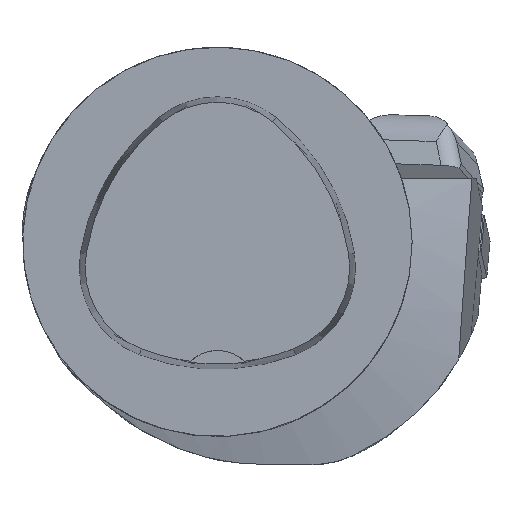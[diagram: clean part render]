
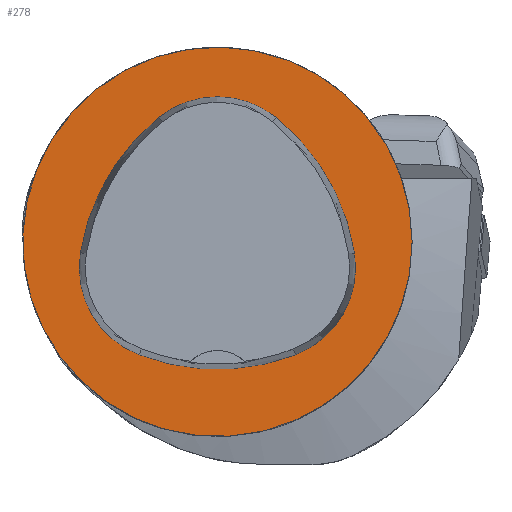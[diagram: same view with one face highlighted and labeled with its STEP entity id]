
A CAD part, top view. The second image highlights one B-rep face of the part: STEP entity #278.
In plain terms, the highlighted planar face has unit normal (0, 0, 1).
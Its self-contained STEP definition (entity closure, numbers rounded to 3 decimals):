
#278=ADVANCED_FACE('',(#677,#678),#352,.T.);
#352=PLANE('',#1869);
#677=FACE_BOUND('',#725,.T.);
#678=FACE_BOUND('',#726,.T.);
#725=EDGE_LOOP('',(#982,#983,#984,#985,#986,#987));
#726=EDGE_LOOP('',(#988));
#982=ORIENTED_EDGE('',*,*,#1551,.F.);
#983=ORIENTED_EDGE('',*,*,#1546,.F.);
#984=ORIENTED_EDGE('',*,*,#1541,.F.);
#985=ORIENTED_EDGE('',*,*,#1538,.F.);
#986=ORIENTED_EDGE('',*,*,#1535,.F.);
#987=ORIENTED_EDGE('',*,*,#1531,.F.);
#988=ORIENTED_EDGE('',*,*,#1505,.T.);
#1328=VERTEX_POINT('',#2700);
#1351=VERTEX_POINT('',#2801);
#1352=VERTEX_POINT('',#2802);
#1355=VERTEX_POINT('',#2810);
#1357=VERTEX_POINT('',#2816);
#1359=VERTEX_POINT('',#2822);
#1363=VERTEX_POINT('',#2835);
#1505=EDGE_CURVE('',#1328,#1328,#1669,.T.);
#1531=EDGE_CURVE('',#1351,#1352,#1674,.T.);
#1535=EDGE_CURVE('',#1352,#1355,#1676,.T.);
#1538=EDGE_CURVE('',#1355,#1357,#1678,.T.);
#1541=EDGE_CURVE('',#1357,#1359,#1680,.T.);
#1546=EDGE_CURVE('',#1359,#1363,#1683,.T.);
#1551=EDGE_CURVE('',#1363,#1351,#1686,.T.);
#1669=CIRCLE('',#1833,25.);
#1674=CIRCLE('',#1847,28.);
#1676=CIRCLE('',#1850,12.);
#1678=CIRCLE('',#1853,28.);
#1680=CIRCLE('',#1856,12.);
#1683=CIRCLE('',#1860,28.);
#1686=CIRCLE('',#1864,12.);
#1833=AXIS2_PLACEMENT_3D('',#2699,#2118,#2119);
#1847=AXIS2_PLACEMENT_3D('',#2800,#2150,#2151);
#1850=AXIS2_PLACEMENT_3D('',#2809,#2158,#2159);
#1853=AXIS2_PLACEMENT_3D('',#2815,#2165,#2166);
#1856=AXIS2_PLACEMENT_3D('',#2821,#2172,#2173);
#1860=AXIS2_PLACEMENT_3D('',#2834,#2181,#2182);
#1864=AXIS2_PLACEMENT_3D('',#2847,#2190,#2191);
#1869=AXIS2_PLACEMENT_3D('',#2852,#2200,#2201);
#2118=DIRECTION('',(0.,0.,1.));
#2119=DIRECTION('',(1.,0.,0.));
#2150=DIRECTION('',(0.,0.,1.));
#2151=DIRECTION('',(1.,0.,0.));
#2158=DIRECTION('',(0.,0.,1.));
#2159=DIRECTION('',(1.,0.,0.));
#2165=DIRECTION('',(0.,0.,1.));
#2166=DIRECTION('',(1.,0.,0.));
#2172=DIRECTION('',(0.,0.,1.));
#2173=DIRECTION('',(1.,0.,0.));
#2181=DIRECTION('',(0.,0.,1.));
#2182=DIRECTION('',(1.,0.,0.));
#2190=DIRECTION('',(0.,0.,1.));
#2191=DIRECTION('',(1.,0.,0.));
#2200=DIRECTION('',(0.,0.,1.));
#2201=DIRECTION('',(-1.,0.,0.));
#2699=CARTESIAN_POINT('',(0.,0.,0.));
#2700=CARTESIAN_POINT('',(25.,0.,0.));
#2800=CARTESIAN_POINT('',(-10.068,-5.824,0.));
#2801=CARTESIAN_POINT('',(17.584,-1.424,0.));
#2802=CARTESIAN_POINT('',(7.531,15.953,0.));
#2809=CARTESIAN_POINT('',(-0.011,6.62,0.));
#2810=CARTESIAN_POINT('',(-7.567,15.942,0.));
#2815=CARTESIAN_POINT('',(10.063,-5.81,0.));
#2816=CARTESIAN_POINT('',(-17.59,-1.418,0.));
#2821=CARTESIAN_POINT('',(-5.739,-3.3,0.));
#2822=CARTESIAN_POINT('',(-10.05,-14.499,0.));
#2834=CARTESIAN_POINT('',(0.01,11.631,0.));
#2835=CARTESIAN_POINT('',(10.025,-14.516,0.));
#2847=CARTESIAN_POINT('',(5.733,-3.31,0.));
#2852=CARTESIAN_POINT('',(0.,0.,0.));
